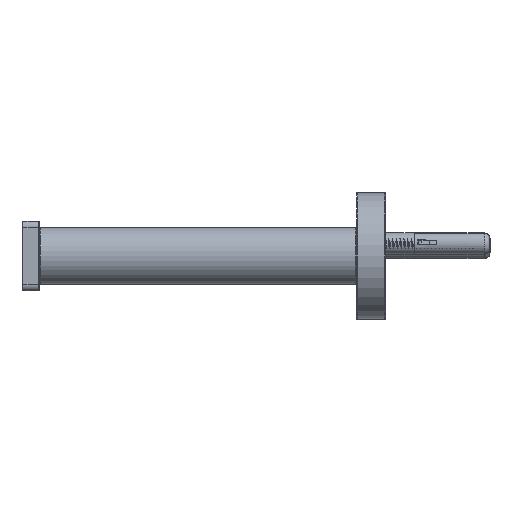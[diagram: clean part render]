
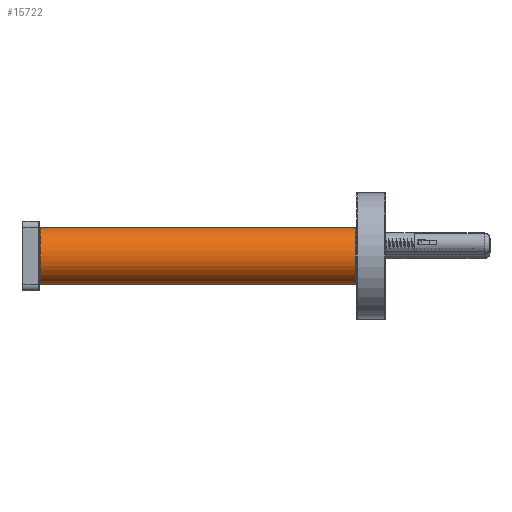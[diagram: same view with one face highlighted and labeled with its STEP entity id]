
A CAD part, left-side view. The second image highlights one B-rep face of the part: STEP entity #15722.
In plain terms, the highlighted cylindrical face has radius 10 mm (diameter 20 mm), a full revolution.
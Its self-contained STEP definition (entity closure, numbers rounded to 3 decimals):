
#63=FACE_BOUND('',#2069,.T.);
#1255=FACE_OUTER_BOUND('',#2068,.T.);
#2068=EDGE_LOOP('',(#13628,#13629,#13630,#13631,#13632,#13633));
#2069=EDGE_LOOP('',(#13634,#13635,#13636,#13637));
#2294=CIRCLE('',#16451,10.);
#2295=CIRCLE('',#16452,10.);
#2296=CIRCLE('',#16453,10.);
#2297=CIRCLE('',#16454,10.);
#2298=CIRCLE('',#16455,10.);
#2299=CIRCLE('',#16456,10.);
#4399=LINE('',#43537,#5233);
#4400=LINE('',#43545,#5234);
#4401=LINE('',#43548,#5235);
#5233=VECTOR('',#18712,10.);
#5234=VECTOR('',#18719,10.);
#5235=VECTOR('',#18722,10.);
#6744=VERTEX_POINT('',#43532);
#6745=VERTEX_POINT('',#43533);
#6746=VERTEX_POINT('',#43536);
#6747=VERTEX_POINT('',#43538);
#6748=VERTEX_POINT('',#43541);
#6749=VERTEX_POINT('',#43542);
#6750=VERTEX_POINT('',#43544);
#6751=VERTEX_POINT('',#43546);
#9045=EDGE_CURVE('',#6744,#6745,#2294,.T.);
#9046=EDGE_CURVE('',#6745,#6744,#2295,.T.);
#9047=EDGE_CURVE('',#6745,#6746,#4399,.T.);
#9048=EDGE_CURVE('',#6747,#6746,#2296,.T.);
#9049=EDGE_CURVE('',#6746,#6747,#2297,.T.);
#9050=EDGE_CURVE('',#6748,#6749,#2298,.T.);
#9051=EDGE_CURVE('',#6750,#6748,#4400,.T.);
#9052=EDGE_CURVE('',#6751,#6750,#2299,.T.);
#9053=EDGE_CURVE('',#6749,#6751,#4401,.T.);
#13628=ORIENTED_EDGE('',*,*,#9045,.F.);
#13629=ORIENTED_EDGE('',*,*,#9046,.F.);
#13630=ORIENTED_EDGE('',*,*,#9047,.T.);
#13631=ORIENTED_EDGE('',*,*,#9048,.F.);
#13632=ORIENTED_EDGE('',*,*,#9049,.F.);
#13633=ORIENTED_EDGE('',*,*,#9047,.F.);
#13634=ORIENTED_EDGE('',*,*,#9050,.F.);
#13635=ORIENTED_EDGE('',*,*,#9051,.F.);
#13636=ORIENTED_EDGE('',*,*,#9052,.F.);
#13637=ORIENTED_EDGE('',*,*,#9053,.F.);
#14145=CYLINDRICAL_SURFACE('',#16450,10.);
#15722=ADVANCED_FACE('',(#1255,#63),#14145,.T.);
#16450=AXIS2_PLACEMENT_3D('',#43531,#18706,#18707);
#16451=AXIS2_PLACEMENT_3D('',#43534,#18708,#18709);
#16452=AXIS2_PLACEMENT_3D('',#43535,#18710,#18711);
#16453=AXIS2_PLACEMENT_3D('',#43539,#18713,#18714);
#16454=AXIS2_PLACEMENT_3D('',#43540,#18715,#18716);
#16455=AXIS2_PLACEMENT_3D('',#43543,#18717,#18718);
#16456=AXIS2_PLACEMENT_3D('',#43547,#18720,#18721);
#18706=DIRECTION('center_axis',(0.,1.,0.));
#18707=DIRECTION('ref_axis',(1.,0.,0.));
#18708=DIRECTION('center_axis',(0.,1.,0.));
#18709=DIRECTION('ref_axis',(-1.,0.,0.));
#18710=DIRECTION('center_axis',(0.,1.,0.));
#18711=DIRECTION('ref_axis',(-1.,0.,0.));
#18712=DIRECTION('',(0.,-1.,0.));
#18713=DIRECTION('center_axis',(0.,-1.,0.));
#18714=DIRECTION('ref_axis',(-1.,0.,0.));
#18715=DIRECTION('center_axis',(0.,-1.,0.));
#18716=DIRECTION('ref_axis',(-1.,0.,0.));
#18717=DIRECTION('center_axis',(0.,-1.,0.));
#18718=DIRECTION('ref_axis',(1.,0.,0.));
#18719=DIRECTION('',(0.,1.,0.));
#18720=DIRECTION('center_axis',(0.,1.,0.));
#18721=DIRECTION('ref_axis',(1.,0.,0.));
#18722=DIRECTION('',(0.,-1.,0.));
#43531=CARTESIAN_POINT('Origin',(-300.,65.,0.));
#43532=CARTESIAN_POINT('',(-290.,119.75,0.));
#43533=CARTESIAN_POINT('',(-310.,119.75,0.));
#43534=CARTESIAN_POINT('Origin',(-300.,119.75,0.));
#43535=CARTESIAN_POINT('Origin',(-300.,119.75,0.));
#43536=CARTESIAN_POINT('',(-310.,10.25,0.));
#43537=CARTESIAN_POINT('',(-310.,65.,0.));
#43538=CARTESIAN_POINT('',(-290.,10.25,0.));
#43539=CARTESIAN_POINT('Origin',(-300.,10.25,0.));
#43540=CARTESIAN_POINT('Origin',(-300.,10.25,0.));
#43541=CARTESIAN_POINT('',(-292.475,67.75,-6.585));
#43542=CARTESIAN_POINT('',(-292.475,67.75,6.585));
#43543=CARTESIAN_POINT('Origin',(-300.,67.75,0.));
#43544=CARTESIAN_POINT('',(-292.475,62.25,-6.585));
#43545=CARTESIAN_POINT('',(-292.475,68.,-6.585));
#43546=CARTESIAN_POINT('',(-292.475,62.25,6.585));
#43547=CARTESIAN_POINT('Origin',(-300.,62.25,0.));
#43548=CARTESIAN_POINT('',(-292.475,68.,6.585));
